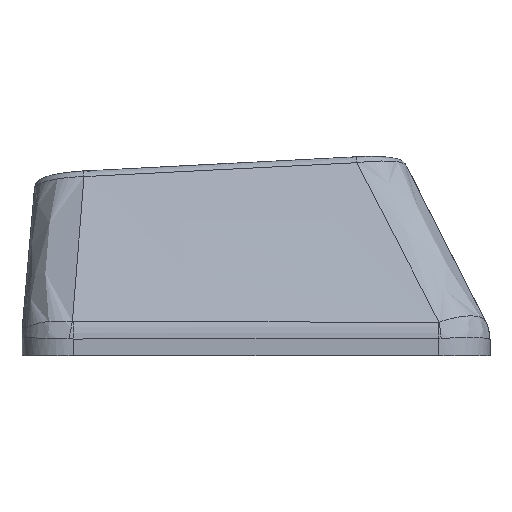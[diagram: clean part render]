
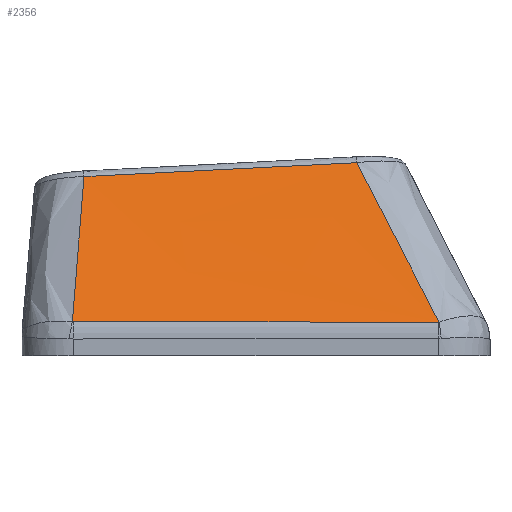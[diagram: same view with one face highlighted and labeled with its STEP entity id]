
A CAD part, left-side view. The second image highlights one B-rep face of the part: STEP entity #2356.
In plain terms, the highlighted free-form (B-spline) face has degree [3, 3] with [4, 4] control points.
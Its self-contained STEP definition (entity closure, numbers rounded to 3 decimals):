
#109=B_SPLINE_SURFACE_WITH_KNOTS('',3,3,((#5437,#5438,#5439,#5440),(#5441,
#5442,#5443,#5444),(#5445,#5446,#5447,#5448),(#5449,#5450,#5451,#5452)),
 .UNSPECIFIED.,.F.,.F.,.F.,(4,4),(4,4),(0.107,0.899),
(0.04,0.956),.UNSPECIFIED.);
#203=FACE_OUTER_BOUND('',#307,.T.);
#307=EDGE_LOOP('',(#2036,#2037,#2038,#2039,#2040,#2041));
#556=B_SPLINE_CURVE_WITH_KNOTS('',3,(#4857,#4858,#4859,#4860),
 .UNSPECIFIED.,.F.,.F.,(4,4),(0.,0.003),
 .UNSPECIFIED.);
#557=B_SPLINE_CURVE_WITH_KNOTS('',3,(#4878,#4879,#4880,#4881),
 .UNSPECIFIED.,.F.,.F.,(4,4),(-1.416,0.),.UNSPECIFIED.);
#560=B_SPLINE_CURVE_WITH_KNOTS('',3,(#4911,#4912,#4913,#4914),
 .UNSPECIFIED.,.F.,.F.,(4,4),(0.,0.004),.UNSPECIFIED.);
#571=B_SPLINE_CURVE_WITH_KNOTS('',3,(#5142,#5143,#5144,#5145),
 .UNSPECIFIED.,.F.,.F.,(4,4),(0.033,0.785),
 .UNSPECIFIED.);
#579=B_SPLINE_CURVE_WITH_KNOTS('',3,(#5377,#5378,#5379,#5380),
 .UNSPECIFIED.,.F.,.F.,(4,4),(0.,1.059),.UNSPECIFIED.);
#582=B_SPLINE_CURVE_WITH_KNOTS('',3,(#5453,#5454,#5455,#5456),
 .UNSPECIFIED.,.F.,.F.,(4,4),(-0.661,-0.029),
 .UNSPECIFIED.);
#1000=VERTEX_POINT('',#4819);
#1002=VERTEX_POINT('',#4850);
#1004=VERTEX_POINT('',#4877);
#1006=VERTEX_POINT('',#4904);
#1022=VERTEX_POINT('',#5135);
#1027=VERTEX_POINT('',#5375);
#1337=EDGE_CURVE('',#1000,#1002,#556,.T.);
#1338=EDGE_CURVE('',#1002,#1004,#557,.T.);
#1343=EDGE_CURVE('',#1004,#1006,#560,.T.);
#1369=EDGE_CURVE('',#1022,#1000,#571,.T.);
#1384=EDGE_CURVE('',#1027,#1022,#579,.T.);
#1388=EDGE_CURVE('',#1006,#1027,#582,.T.);
#2036=ORIENTED_EDGE('',*,*,#1337,.F.);
#2037=ORIENTED_EDGE('',*,*,#1369,.F.);
#2038=ORIENTED_EDGE('',*,*,#1384,.F.);
#2039=ORIENTED_EDGE('',*,*,#1388,.F.);
#2040=ORIENTED_EDGE('',*,*,#1343,.F.);
#2041=ORIENTED_EDGE('',*,*,#1338,.F.);
#2356=ADVANCED_FACE('',(#203),#109,.F.);
#4819=CARTESIAN_POINT('',(-13.706,-7.107,0.299));
#4850=CARTESIAN_POINT('',(-13.706,-7.079,0.298));
#4857=CARTESIAN_POINT('Ctrl Pts',(-13.706,-7.107,0.299));
#4858=CARTESIAN_POINT('Ctrl Pts',(-13.706,-7.098,0.298));
#4859=CARTESIAN_POINT('Ctrl Pts',(-13.706,-7.088,0.298));
#4860=CARTESIAN_POINT('Ctrl Pts',(-13.706,-7.079,0.298));
#4877=CARTESIAN_POINT('',(-13.683,7.082,0.318));
#4878=CARTESIAN_POINT('Ctrl Pts',(-13.706,-7.079,0.298));
#4879=CARTESIAN_POINT('Ctrl Pts',(-13.699,-2.359,0.304));
#4880=CARTESIAN_POINT('Ctrl Pts',(-13.692,2.361,0.311));
#4881=CARTESIAN_POINT('Ctrl Pts',(-13.683,7.082,0.318));
#4904=CARTESIAN_POINT('',(-13.681,7.125,0.322));
#4911=CARTESIAN_POINT('Ctrl Pts',(-13.683,7.082,0.318));
#4912=CARTESIAN_POINT('Ctrl Pts',(-13.683,7.096,0.318));
#4913=CARTESIAN_POINT('Ctrl Pts',(-13.683,7.111,0.319));
#4914=CARTESIAN_POINT('Ctrl Pts',(-13.681,7.125,0.322));
#5135=CARTESIAN_POINT('',(-10.856,-3.904,6.486));
#5142=CARTESIAN_POINT('Ctrl Pts',(-10.856,-3.904,6.486));
#5143=CARTESIAN_POINT('Ctrl Pts',(-11.809,-4.974,4.426));
#5144=CARTESIAN_POINT('Ctrl Pts',(-12.758,-6.041,2.363));
#5145=CARTESIAN_POINT('Ctrl Pts',(-13.706,-7.107,0.299));
#5375=CARTESIAN_POINT('',(-10.862,6.675,5.948));
#5377=CARTESIAN_POINT('Ctrl Pts',(-10.862,6.675,5.948));
#5378=CARTESIAN_POINT('Ctrl Pts',(-10.86,3.149,6.127));
#5379=CARTESIAN_POINT('Ctrl Pts',(-10.858,-0.378,
6.306));
#5380=CARTESIAN_POINT('Ctrl Pts',(-10.856,-3.904,6.486));
#5437=CARTESIAN_POINT('Ctrl Pts',(-10.856,7.033,5.942));
#5438=CARTESIAN_POINT('Ctrl Pts',(-11.806,7.064,4.052));
#5439=CARTESIAN_POINT('Ctrl Pts',(-12.756,7.095,2.162));
#5440=CARTESIAN_POINT('Ctrl Pts',(-13.706,7.126,0.272));
#5441=CARTESIAN_POINT('Ctrl Pts',(-10.856,3.262,6.13));
#5442=CARTESIAN_POINT('Ctrl Pts',(-11.806,2.969,4.18));
#5443=CARTESIAN_POINT('Ctrl Pts',(-12.756,2.675,2.23));
#5444=CARTESIAN_POINT('Ctrl Pts',(-13.706,2.382,0.28));
#5445=CARTESIAN_POINT('Ctrl Pts',(-10.856,-0.508,
6.317));
#5446=CARTESIAN_POINT('Ctrl Pts',(-11.806,-1.127,4.308));
#5447=CARTESIAN_POINT('Ctrl Pts',(-12.756,-1.745,2.298));
#5448=CARTESIAN_POINT('Ctrl Pts',(-13.706,-2.363,0.289));
#5449=CARTESIAN_POINT('Ctrl Pts',(-10.856,-4.279,6.505));
#5450=CARTESIAN_POINT('Ctrl Pts',(-11.806,-5.222,4.436));
#5451=CARTESIAN_POINT('Ctrl Pts',(-12.756,-6.164,2.367));
#5452=CARTESIAN_POINT('Ctrl Pts',(-13.706,-7.107,0.298));
#5453=CARTESIAN_POINT('Ctrl Pts',(-13.681,7.125,0.322));
#5454=CARTESIAN_POINT('Ctrl Pts',(-12.739,6.973,2.196));
#5455=CARTESIAN_POINT('Ctrl Pts',(-11.799,6.822,4.072));
#5456=CARTESIAN_POINT('Ctrl Pts',(-10.862,6.675,5.948));
